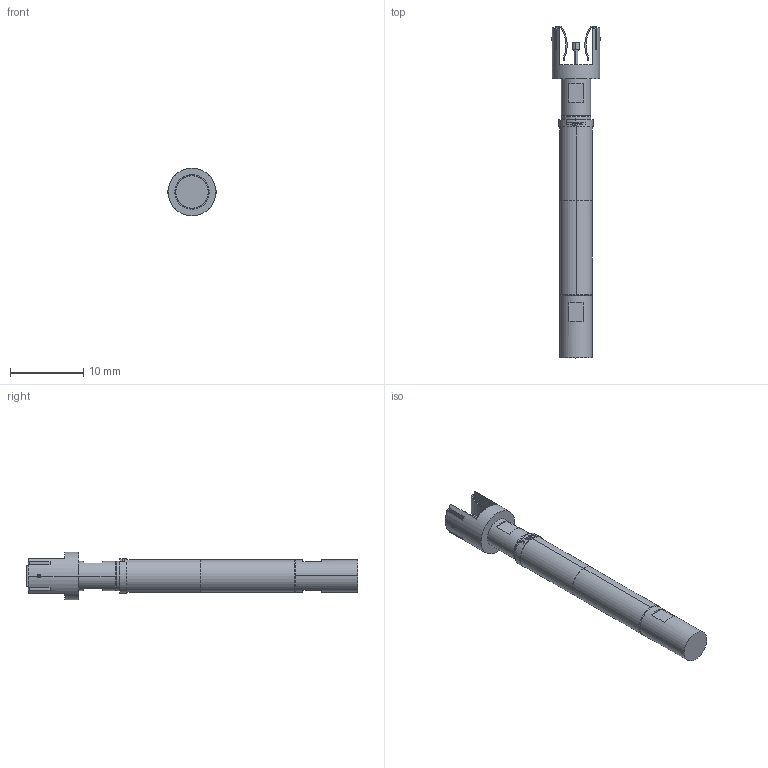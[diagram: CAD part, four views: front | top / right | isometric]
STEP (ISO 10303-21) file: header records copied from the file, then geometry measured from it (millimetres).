
FILE_DESCRIPTION (( 'STEP AP203' ), '1' );
FILE_NAME ('INGUN_HFS-8x0_303_090_A_xx40_GT13.STEP', '2022-04-26T12:30:24', ( 'ochi' ), ( '' ), 'SwSTEP 2.0', 'SolidWorks 2018', '' );
FILE_SCHEMA (( 'CONFIG_CONTROL_DESIGN' ));
Length unit declared in the file: millimetre
Products named in the file (1): INGUN_HFS-8x0_303_090_A_xx40_GT13
Bounding box: 6.8 x 45.27 x 6.5 mm (x, y, z)
Volume: 679.6 mm3; surface area: 867.3 mm2
Topology: 1 solids, 1 shells, 197 faces, 516 edges, 339 vertices
Faces by surface type: plane 92, cylinder 56, bspline 35, cone 14
Entity records: 7145 total; most frequent: CARTESIAN_POINT 2627, ORIENTED_EDGE 1028, DIRECTION 742, EDGE_CURVE 514, VERTEX_POINT 339, AXIS2_PLACEMENT_3D 278, EDGE_LOOP 221, B_SPLINE_CURVE_WITH_KNOTS 213
